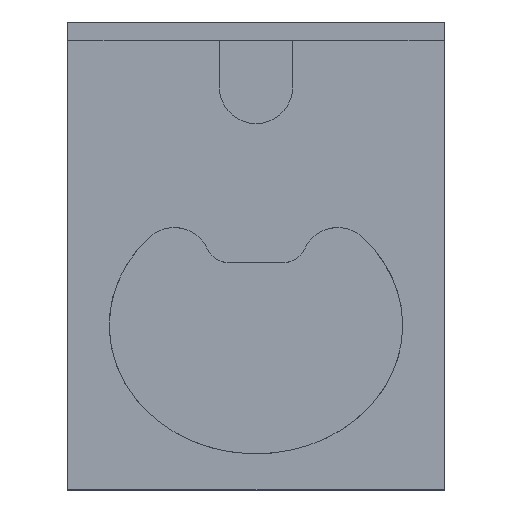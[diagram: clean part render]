
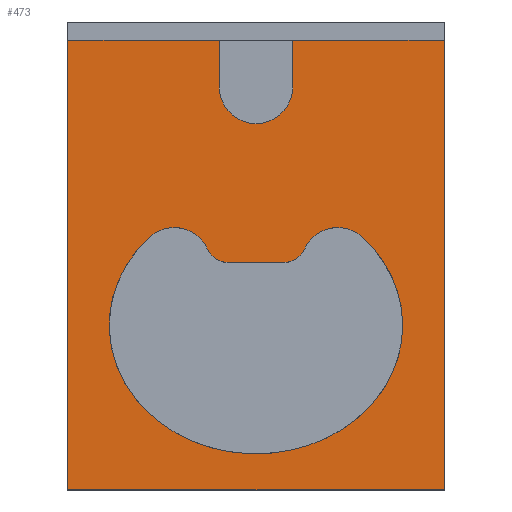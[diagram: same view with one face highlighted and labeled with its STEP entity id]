
A CAD part, top view. The second image highlights one B-rep face of the part: STEP entity #473.
In plain terms, the highlighted planar face has unit normal (0, 0, 1).
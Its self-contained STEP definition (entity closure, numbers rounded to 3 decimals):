
#79=DIRECTION('',(0.,1.,0.));
#80=VECTOR('',#79,0.255);
#81=CARTESIAN_POINT('',(0.2,0.92,1.));
#82=LINE('',#81,#80);
#83=DIRECTION('',(1.,0.,0.));
#84=VECTOR('',#83,0.825);
#85=CARTESIAN_POINT('',(0.2,1.175,1.));
#86=LINE('',#85,#84);
#87=DIRECTION('',(0.,-1.,0.));
#88=VECTOR('',#87,2.45);
#89=CARTESIAN_POINT('',(1.025,1.175,1.));
#90=LINE('',#89,#88);
#91=DIRECTION('',(-1.,0.,0.));
#92=VECTOR('',#91,2.05);
#93=CARTESIAN_POINT('',(1.025,-1.275,1.));
#94=LINE('',#93,#92);
#95=DIRECTION('',(0.,1.,0.));
#96=VECTOR('',#95,2.45);
#97=CARTESIAN_POINT('',(-1.025,-1.275,1.));
#98=LINE('',#97,#96);
#99=DIRECTION('',(1.,0.,0.));
#100=VECTOR('',#99,0.825);
#101=CARTESIAN_POINT('',(-1.025,1.175,1.));
#102=LINE('',#101,#100);
#103=CARTESIAN_POINT('',(0.,0.92,1.));
#104=DIRECTION('',(0.,0.,1.));
#105=DIRECTION('',(-1.,0.,0.));
#106=AXIS2_PLACEMENT_3D('',#103,#104,#105);
#108=CARTESIAN_POINT('',(0.,0.92,1.));
#109=DIRECTION('',(0.,0.,1.));
#110=DIRECTION('',(0.,-1.,0.));
#111=AXIS2_PLACEMENT_3D('',#108,#109,#110);
#113=CARTESIAN_POINT('',(-0.582,0.1,1.));
#114=CARTESIAN_POINT('',(-0.676,0.013,1.));
#115=CARTESIAN_POINT('',(-0.824,-0.223,1.));
#116=CARTESIAN_POINT('',(-0.796,-0.643,1.));
#117=CARTESIAN_POINT('',(-0.484,-0.992,1.));
#118=CARTESIAN_POINT('',(0.,-1.124,1.));
#119=CARTESIAN_POINT('',(0.484,-0.992,1.));
#120=CARTESIAN_POINT('',(0.796,-0.643,1.));
#121=CARTESIAN_POINT('',(0.824,-0.223,1.));
#122=CARTESIAN_POINT('',(0.676,0.013,1.));
#123=CARTESIAN_POINT('',(0.582,0.1,1.));
#125=CARTESIAN_POINT('',(0.446,-0.046,1.));
#126=DIRECTION('',(0.,0.,1.));
#127=DIRECTION('',(0.68,0.733,0.));
#128=AXIS2_PLACEMENT_3D('',#125,#126,#127);
#130=CARTESIAN_POINT('',(0.15,0.088,1.));
#131=DIRECTION('',(0.,0.,-1.));
#132=DIRECTION('',(0.911,-0.412,0.));
#133=AXIS2_PLACEMENT_3D('',#130,#131,#132);
#135=CARTESIAN_POINT('',(-0.15,0.088,1.));
#136=DIRECTION('',(0.,0.,-1.));
#137=DIRECTION('',(0.,-1.,0.));
#138=AXIS2_PLACEMENT_3D('',#135,#136,#137);
#140=CARTESIAN_POINT('',(-0.446,-0.046,1.));
#141=DIRECTION('',(0.,0.,1.));
#142=DIRECTION('',(0.911,0.412,0.));
#143=AXIS2_PLACEMENT_3D('',#140,#141,#142);
#145=DIRECTION('',(0.,1.,0.));
#146=VECTOR('',#145,0.255);
#147=CARTESIAN_POINT('',(-0.2,0.92,1.));
#148=LINE('',#147,#146);
#173=DIRECTION('',(1.,0.,0.));
#174=VECTOR('',#173,0.3);
#175=CARTESIAN_POINT('',(-0.15,-0.038,1.));
#176=LINE('',#175,#174);
#245=CARTESIAN_POINT('',(1.025,-1.275,1.));
#246=VERTEX_POINT('',#245);
#247=CARTESIAN_POINT('',(1.025,1.175,1.));
#248=VERTEX_POINT('',#247);
#249=CARTESIAN_POINT('',(-1.025,-1.275,1.));
#250=VERTEX_POINT('',#249);
#251=CARTESIAN_POINT('',(-1.025,1.175,1.));
#252=VERTEX_POINT('',#251);
#257=CARTESIAN_POINT('',(-0.2,1.175,1.));
#258=VERTEX_POINT('',#257);
#259=CARTESIAN_POINT('',(0.2,1.175,1.));
#260=VERTEX_POINT('',#259);
#267=CARTESIAN_POINT('',(0.2,0.92,1.));
#268=VERTEX_POINT('',#267);
#269=CARTESIAN_POINT('',(-0.2,0.92,1.));
#270=VERTEX_POINT('',#269);
#271=CARTESIAN_POINT('',(0.,0.72,1.));
#272=VERTEX_POINT('',#271);
#273=VERTEX_POINT('',#113);
#274=VERTEX_POINT('',#123);
#275=CARTESIAN_POINT('',(0.264,0.036,1.));
#276=VERTEX_POINT('',#275);
#277=CARTESIAN_POINT('',(0.15,-0.038,1.));
#278=VERTEX_POINT('',#277);
#279=CARTESIAN_POINT('',(-0.15,-0.038,1.));
#280=VERTEX_POINT('',#279);
#281=CARTESIAN_POINT('',(-0.264,0.036,1.));
#282=VERTEX_POINT('',#281);
#440=CARTESIAN_POINT('',(0.,-0.05,1.));
#441=DIRECTION('',(0.,0.,1.));
#442=DIRECTION('',(0.,-1.,0.));
#443=AXIS2_PLACEMENT_3D('',#440,#441,#442);
#444=PLANE('',#443);
#445=ORIENTED_EDGE('',*,*,#431,.T.);
#446=ORIENTED_EDGE('',*,*,#402,.T.);
#447=ORIENTED_EDGE('',*,*,#351,.T.);
#448=ORIENTED_EDGE('',*,*,#366,.T.);
#449=ORIENTED_EDGE('',*,*,#380,.T.);
#450=ORIENTED_EDGE('',*,*,#397,.T.);
#452=ORIENTED_EDGE('',*,*,#451,.F.);
#454=ORIENTED_EDGE('',*,*,#453,.T.);
#456=ORIENTED_EDGE('',*,*,#455,.T.);
#457=EDGE_LOOP('',(#445,#446,#447,#448,#449,#450,#452,#454,#456));
#458=FACE_OUTER_BOUND('',#457,.F.);
#460=ORIENTED_EDGE('',*,*,#459,.T.);
#462=ORIENTED_EDGE('',*,*,#461,.T.);
#464=ORIENTED_EDGE('',*,*,#463,.T.);
#466=ORIENTED_EDGE('',*,*,#465,.F.);
#468=ORIENTED_EDGE('',*,*,#467,.T.);
#470=ORIENTED_EDGE('',*,*,#469,.T.);
#471=EDGE_LOOP('',(#460,#462,#464,#466,#468,#470));
#472=FACE_BOUND('',#471,.F.);
#107=CIRCLE('',#106,0.2);
#112=CIRCLE('',#111,0.2);
#124=B_SPLINE_CURVE_WITH_KNOTS('',3,(#113,#114,#115,#116,#117,#118,#119,#120,
#121,#122,#123),.UNSPECIFIED.,.F.,.F.,(4,1,1,1,1,1,1,1,4),(0.,
0.11,0.24,0.37,0.5,
0.63,0.76,0.89,1.),.UNSPECIFIED.);
#129=CIRCLE('',#128,0.2);
#134=CIRCLE('',#133,0.125);
#139=CIRCLE('',#138,0.125);
#144=CIRCLE('',#143,0.2);
#351=EDGE_CURVE('',#248,#246,#90,.T.);
#366=EDGE_CURVE('',#246,#250,#94,.T.);
#380=EDGE_CURVE('',#250,#252,#98,.T.);
#397=EDGE_CURVE('',#252,#258,#102,.T.);
#402=EDGE_CURVE('',#260,#248,#86,.T.);
#431=EDGE_CURVE('',#268,#260,#82,.T.);
#451=EDGE_CURVE('',#270,#258,#148,.T.);
#453=EDGE_CURVE('',#270,#272,#107,.T.);
#455=EDGE_CURVE('',#272,#268,#112,.T.);
#459=EDGE_CURVE('',#273,#274,#124,.T.);
#461=EDGE_CURVE('',#274,#276,#129,.T.);
#463=EDGE_CURVE('',#276,#278,#134,.T.);
#465=EDGE_CURVE('',#280,#278,#176,.T.);
#467=EDGE_CURVE('',#280,#282,#139,.T.);
#469=EDGE_CURVE('',#282,#273,#144,.T.);
#473=ADVANCED_FACE('',(#458,#472),#444,.T.);
